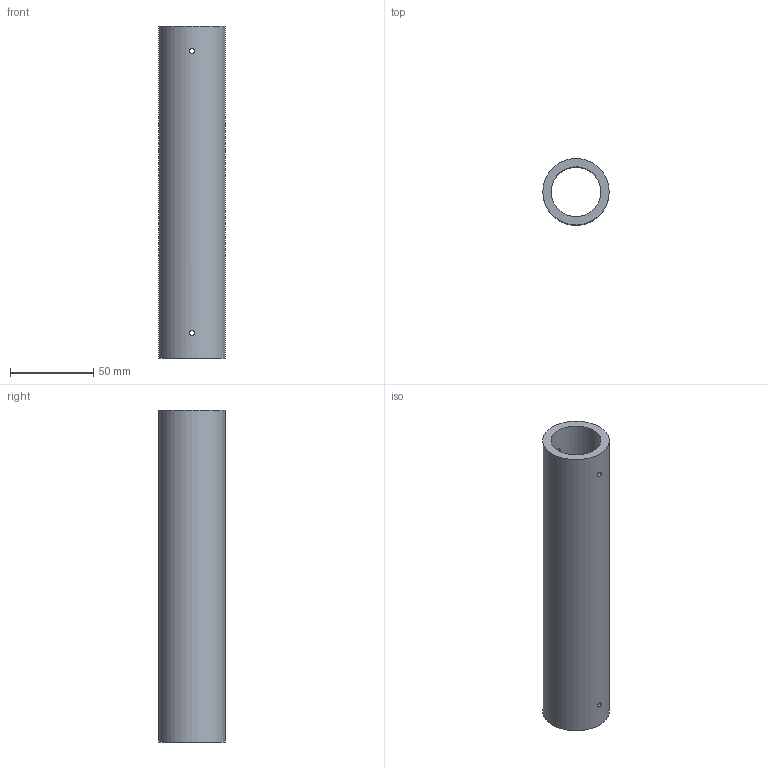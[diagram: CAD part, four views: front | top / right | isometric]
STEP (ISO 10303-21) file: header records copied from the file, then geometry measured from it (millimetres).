
FILE_DESCRIPTION(('FreeCAD Model'),'2;1');
FILE_NAME('tubo-200mm.step','2020-10-03T12:23:30',('Author'),(''), 'Open CASCADE STEP processor 7.3','FreeCAD','Unknown');
FILE_SCHEMA(('AUTOMOTIVE_DESIGN { 1 0 10303 214 1 1 1 1 }'));
Length unit declared in the file: millimetre
Products named in the file (1): tubo-200mm-e
Bounding box: 40 x 40 x 200 mm (x, y, z)
Volume: 109814.3 mm3; surface area: 45214.1 mm2
Topology: 1 solids, 1 shells, 8 faces, 18 edges, 12 vertices
Faces by surface type: cylinder 6, plane 2
Full cylindrical faces by diameter (mm): 3 x4, 30 x1, 40 x1
Entity records: 2205 total; most frequent: CARTESIAN_POINT 1827, DIRECTION 52, ORIENTED_EDGE 36, PCURVE 36, DEFINITIONAL_REPRESENTATION 36, B_SPLINE_CURVE_WITH_KNOTS 24, LINE 22, VECTOR 22
